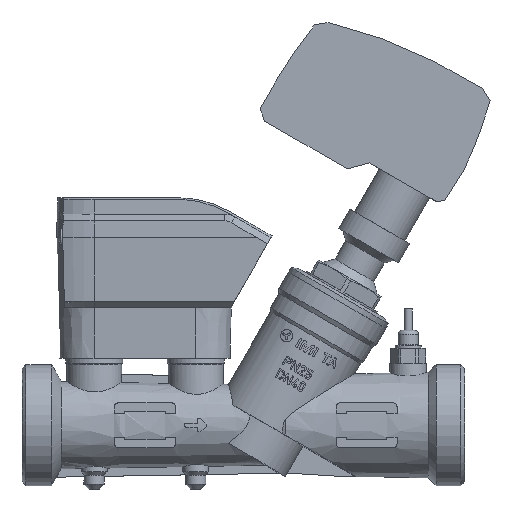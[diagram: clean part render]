
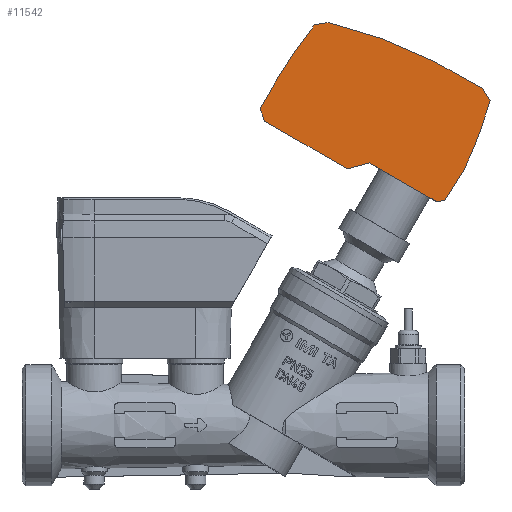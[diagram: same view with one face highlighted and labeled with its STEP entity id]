
A CAD part, front view. The second image highlights one B-rep face of the part: STEP entity #11542.
In plain terms, the highlighted planar face has unit normal (0, -1, 0).
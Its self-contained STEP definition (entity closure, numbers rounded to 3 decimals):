
#922=LINE('',#21083,#1522);
#923=LINE('',#21086,#1523);
#924=LINE('',#21088,#1524);
#925=LINE('',#21090,#1525);
#926=LINE('',#21092,#1526);
#927=LINE('',#21096,#1527);
#928=LINE('',#21100,#1528);
#929=LINE('',#21104,#1529);
#1522=VECTOR('',#14040,1000.);
#1523=VECTOR('',#14041,1000.);
#1524=VECTOR('',#14042,1000.);
#1525=VECTOR('',#14043,1000.);
#1526=VECTOR('',#14044,1000.);
#1527=VECTOR('',#14047,1000.);
#1528=VECTOR('',#14050,1000.);
#1529=VECTOR('',#14053,1000.);
#3768=ORIENTED_EDGE('',*,*,#5318,.T.);
#3769=ORIENTED_EDGE('',*,*,#5319,.T.);
#3770=ORIENTED_EDGE('',*,*,#5320,.T.);
#3771=ORIENTED_EDGE('',*,*,#5321,.T.);
#3772=ORIENTED_EDGE('',*,*,#5322,.T.);
#3773=ORIENTED_EDGE('',*,*,#5323,.T.);
#3774=ORIENTED_EDGE('',*,*,#5324,.T.);
#3775=ORIENTED_EDGE('',*,*,#5325,.T.);
#3776=ORIENTED_EDGE('',*,*,#5326,.T.);
#3777=ORIENTED_EDGE('',*,*,#5327,.T.);
#3778=ORIENTED_EDGE('',*,*,#5328,.T.);
#5318=EDGE_CURVE('',#6267,#6268,#922,.T.);
#5319=EDGE_CURVE('',#6268,#6269,#923,.T.);
#5320=EDGE_CURVE('',#6269,#6270,#924,.T.);
#5321=EDGE_CURVE('',#6270,#6271,#925,.T.);
#5322=EDGE_CURVE('',#6271,#6272,#926,.T.);
#5323=EDGE_CURVE('',#6272,#6273,#6608,.T.);
#5324=EDGE_CURVE('',#6273,#6274,#927,.T.);
#5325=EDGE_CURVE('',#6274,#6275,#6609,.T.);
#5326=EDGE_CURVE('',#6275,#6276,#928,.T.);
#5327=EDGE_CURVE('',#6276,#6277,#6610,.T.);
#5328=EDGE_CURVE('',#6277,#6267,#929,.T.);
#6267=VERTEX_POINT('',#21084);
#6268=VERTEX_POINT('',#21085);
#6269=VERTEX_POINT('',#21087);
#6270=VERTEX_POINT('',#21089);
#6271=VERTEX_POINT('',#21091);
#6272=VERTEX_POINT('',#21093);
#6273=VERTEX_POINT('',#21095);
#6274=VERTEX_POINT('',#21097);
#6275=VERTEX_POINT('',#21099);
#6276=VERTEX_POINT('',#21101);
#6277=VERTEX_POINT('',#21103);
#6608=CIRCLE('',#12250,200.);
#6609=CIRCLE('',#12251,250.);
#6610=CIRCLE('',#12252,300.);
#7163=EDGE_LOOP('',(#3768,#3769,#3770,#3771,#3772,#3773,#3774,#3775,#3776,
#3777,#3778));
#7793=FACE_BOUND('',#7163,.T.);
#8124=PLANE('',#12249);
#11542=ADVANCED_FACE('',(#7793),#8124,.T.);
#12249=AXIS2_PLACEMENT_3D('',#21082,#14038,#14039);
#12250=AXIS2_PLACEMENT_3D('',#21094,#14045,#14046);
#12251=AXIS2_PLACEMENT_3D('',#21098,#14048,#14049);
#12252=AXIS2_PLACEMENT_3D('',#21102,#14051,#14052);
#14038=DIRECTION('',(0.,-1.,0.));
#14039=DIRECTION('',(-0.866,0.,0.5));
#14040=DIRECTION('',(0.866,0.,-0.5));
#14041=DIRECTION('',(0.966,0.,0.259));
#14042=DIRECTION('',(0.866,0.,-0.5));
#14043=DIRECTION('',(0.97,0.,0.242));
#14044=DIRECTION('',(0.53,0.,0.848));
#14045=DIRECTION('',(0.,-1.,0.));
#14046=DIRECTION('',(-0.5,0.,-0.866));
#14047=DIRECTION('',(-0.52,0.,0.854));
#14048=DIRECTION('',(0.,-1.,0.));
#14049=DIRECTION('',(-0.5,0.,-0.866));
#14050=DIRECTION('',(-0.984,0.,-0.176));
#14051=DIRECTION('',(0.,-1.,0.));
#14052=DIRECTION('',(-0.5,0.,-0.866));
#14053=DIRECTION('',(0.35,0.,-0.937));
#21082=CARTESIAN_POINT('',(-82.125,-22.25,212.727));
#21083=CARTESIAN_POINT('',(-0.09,-22.25,149.586));
#21084=CARTESIAN_POINT('',(-0.09,-22.25,149.586));
#21085=CARTESIAN_POINT('',(40.501,-22.25,126.15));
#21086=CARTESIAN_POINT('',(40.501,-22.25,126.15));
#21087=CARTESIAN_POINT('',(51.429,-22.25,129.078));
#21088=CARTESIAN_POINT('',(51.429,-22.25,129.078));
#21089=CARTESIAN_POINT('',(84.689,-22.25,109.876));
#21090=CARTESIAN_POINT('',(88.733,-22.25,110.884));
#21091=CARTESIAN_POINT('',(88.733,-22.25,110.884));
#21092=CARTESIAN_POINT('',(97.803,-22.25,125.399));
#21093=CARTESIAN_POINT('',(97.803,-22.25,125.399));
#21094=CARTESIAN_POINT('',(-82.125,-22.25,212.727));
#21095=CARTESIAN_POINT('',(110.732,-22.25,159.752));
#21096=CARTESIAN_POINT('',(107.324,-22.25,165.355));
#21097=CARTESIAN_POINT('',(107.324,-22.25,165.355));
#21098=CARTESIAN_POINT('',(-28.15,-22.25,-44.757));
#21099=CARTESIAN_POINT('',(31.042,-22.25,198.135));
#21100=CARTESIAN_POINT('',(24.354,-22.25,196.941));
#21101=CARTESIAN_POINT('',(24.354,-22.25,196.941));
#21102=CARTESIAN_POINT('',(262.108,-22.25,13.984));
#21103=CARTESIAN_POINT('',(-2.349,-22.25,155.627));
#21104=CARTESIAN_POINT('',(-0.09,-22.25,149.586));
